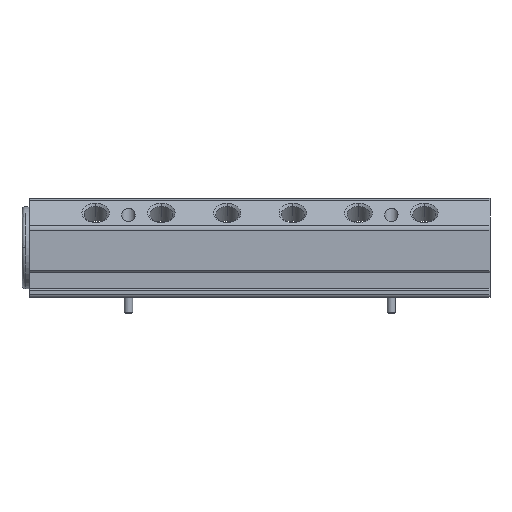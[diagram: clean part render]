
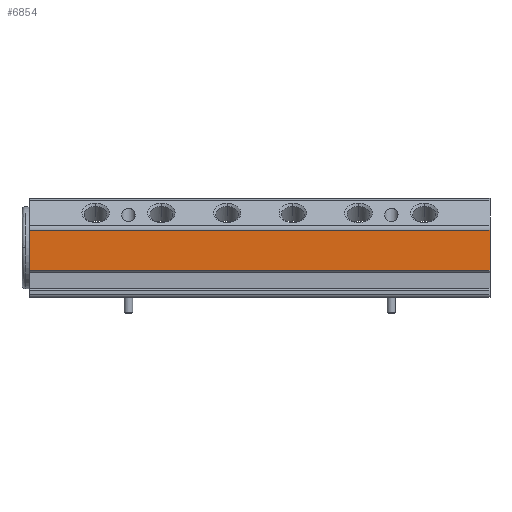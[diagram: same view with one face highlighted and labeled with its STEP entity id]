
A CAD part, front view. The second image highlights one B-rep face of the part: STEP entity #6854.
In plain terms, the highlighted planar face has unit normal (0, -1, 0).
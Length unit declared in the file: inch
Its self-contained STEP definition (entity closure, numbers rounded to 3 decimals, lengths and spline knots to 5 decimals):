
#199 = CARTESIAN_POINT ( 'NONE',  ( -14., -1.5, 0.52812 ) ) ;
#388 = CARTESIAN_POINT ( 'NONE',  ( -4., -1.5, -0.68295 ) ) ;
#526 = PLANE ( 'NONE',  #1191 ) ;
#565 = CARTESIAN_POINT ( 'NONE',  ( -4., -1.5, 0.62132 ) ) ;
#1141 = VERTEX_POINT ( 'NONE', #199 ) ;
#1162 = VECTOR ( 'NONE', #3190, 39.37008 ) ;
#1191 = AXIS2_PLACEMENT_3D ( 'NONE', #565, #4386, #3047 ) ;
#1254 = LINE ( 'NONE', #4535, #1162 ) ;
#1988 = CARTESIAN_POINT ( 'NONE',  ( 0., -1.5, -0.68295 ) ) ;
#2300 = EDGE_CURVE ( 'NONE', #1141, #8028, #8214, .T. ) ;
#2429 = VERTEX_POINT ( 'NONE', #1988 ) ;
#2460 = CARTESIAN_POINT ( 'NONE',  ( -4., -1.5, 0.52812 ) ) ;
#2508 = EDGE_LOOP ( 'NONE', ( #6356, #4259, #7037, #2905 ) ) ;
#2636 = CARTESIAN_POINT ( 'NONE',  ( -14., -1.5, -0.68295 ) ) ;
#2639 = EDGE_CURVE ( 'NONE', #5168, #2429, #7289, .T. ) ;
#2810 = VECTOR ( 'NONE', #4946, 39.37008 ) ;
#2854 = EDGE_CURVE ( 'NONE', #5168, #1141, #1254, .T. ) ;
#2905 = ORIENTED_EDGE ( 'NONE', *, *, #2854, .F. ) ;
#2953 = DIRECTION ( 'NONE',  ( 1., 0., 0. ) ) ;
#3047 = DIRECTION ( 'NONE',  ( 0., 0., -1. ) ) ;
#3190 = DIRECTION ( 'NONE',  ( 0., 0., 1. ) ) ;
#3699 = VECTOR ( 'NONE', #2953, 39.37008 ) ;
#4000 = CARTESIAN_POINT ( 'NONE',  ( 0., -1.5, 0.52812 ) ) ;
#4259 = ORIENTED_EDGE ( 'NONE', *, *, #5309, .T. ) ;
#4386 = DIRECTION ( 'NONE',  ( 0., -1., 0. ) ) ;
#4535 = CARTESIAN_POINT ( 'NONE',  ( -14., -1.5, -0.62123 ) ) ;
#4946 = DIRECTION ( 'NONE',  ( 0., 0., 1. ) ) ;
#4984 = FACE_OUTER_BOUND ( 'NONE', #2508, .T. ) ;
#5114 = LINE ( 'NONE', #7637, #2810 ) ;
#5168 = VERTEX_POINT ( 'NONE', #2636 ) ;
#5309 = EDGE_CURVE ( 'NONE', #2429, #8028, #5114, .T. ) ;
#6356 = ORIENTED_EDGE ( 'NONE', *, *, #2639, .T. ) ;
#6391 = VECTOR ( 'NONE', #7580, 39.37008 ) ;
#6854 = ADVANCED_FACE ( 'NONE', ( #4984 ), #526, .T. ) ;
#7037 = ORIENTED_EDGE ( 'NONE', *, *, #2300, .F. ) ;
#7289 = LINE ( 'NONE', #388, #3699 ) ;
#7580 = DIRECTION ( 'NONE',  ( 1., 0., 0. ) ) ;
#7637 = CARTESIAN_POINT ( 'NONE',  ( 0., -1.5, -0.62123 ) ) ;
#8028 = VERTEX_POINT ( 'NONE', #4000 ) ;
#8214 = LINE ( 'NONE', #2460, #6391 ) ;
